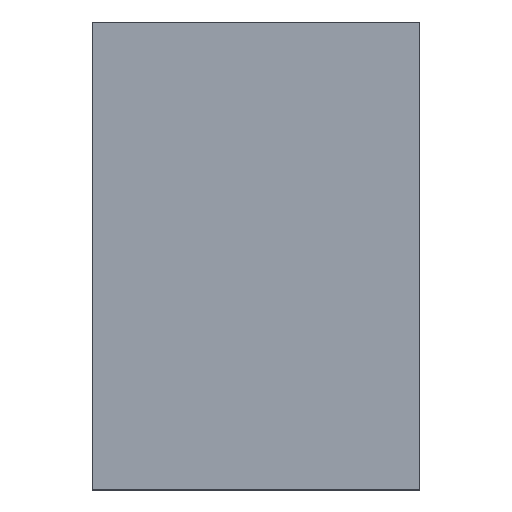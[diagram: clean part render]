
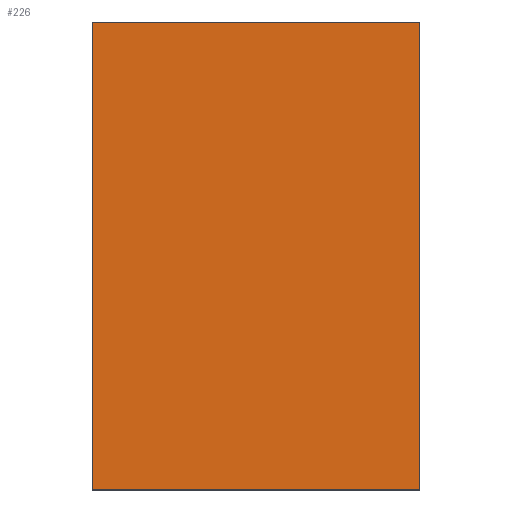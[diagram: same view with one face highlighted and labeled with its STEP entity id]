
A CAD part, top view. The second image highlights one B-rep face of the part: STEP entity #226.
In plain terms, the highlighted face is planar.
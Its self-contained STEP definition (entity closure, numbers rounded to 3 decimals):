
#99=DIRECTION('',(0.,0.,1.));
#100=VECTOR('',#99,2.);
#101=CARTESIAN_POINT('',(-0.7,0.3,-1.));
#102=LINE('',#101,#100);
#106=DIRECTION('',(-1.,0.,0.));
#107=VECTOR('',#106,1.4);
#108=CARTESIAN_POINT('',(0.7,0.3,-1.));
#109=LINE('',#108,#107);
#113=DIRECTION('',(0.,0.,-1.));
#114=VECTOR('',#113,2.);
#115=CARTESIAN_POINT('',(0.7,0.3,1.));
#116=LINE('',#115,#114);
#120=DIRECTION('',(1.,0.,0.));
#121=VECTOR('',#120,1.4);
#122=CARTESIAN_POINT('',(-0.7,0.3,1.));
#123=LINE('',#122,#121);
#135=CARTESIAN_POINT('',(-0.7,0.3,-1.));
#136=CARTESIAN_POINT('',(-0.7,0.3,1.));
#137=VERTEX_POINT('',#135);
#138=VERTEX_POINT('',#136);
#139=CARTESIAN_POINT('',(0.7,0.3,1.));
#140=VERTEX_POINT('',#139);
#141=CARTESIAN_POINT('',(0.7,0.3,-1.));
#142=VERTEX_POINT('',#141);
#215=CARTESIAN_POINT('',(0.,0.3,0.));
#216=DIRECTION('',(0.,1.,0.));
#217=DIRECTION('',(1.,0.,0.));
#218=AXIS2_PLACEMENT_3D('',#215,#216,#217);
#219=PLANE('',#218);
#220=ORIENTED_EDGE('',*,*,#167,.F.);
#221=ORIENTED_EDGE('',*,*,#182,.F.);
#222=ORIENTED_EDGE('',*,*,#196,.F.);
#223=ORIENTED_EDGE('',*,*,#209,.F.);
#224=EDGE_LOOP('',(#220,#221,#222,#223));
#225=FACE_OUTER_BOUND('',#224,.F.);
#226=ADVANCED_FACE('',(#225),#219,.T.);
#167=EDGE_CURVE('',#137,#138,#102,.T.);
#182=EDGE_CURVE('',#142,#137,#109,.T.);
#196=EDGE_CURVE('',#140,#142,#116,.T.);
#209=EDGE_CURVE('',#138,#140,#123,.T.);
